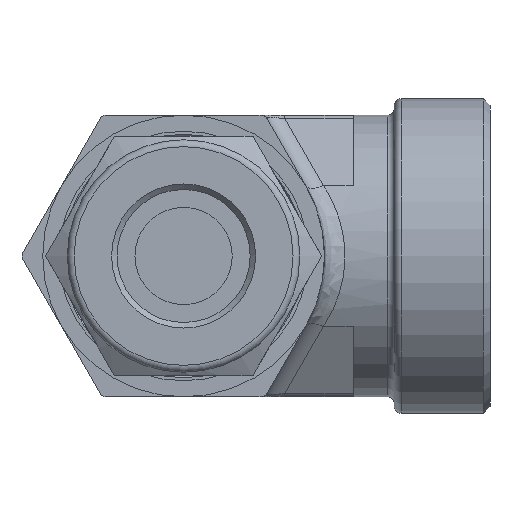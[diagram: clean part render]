
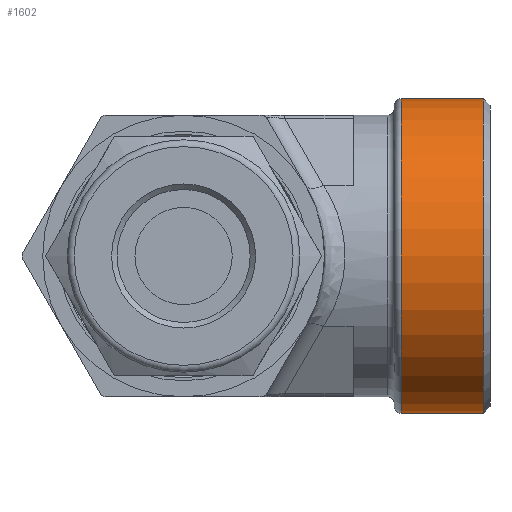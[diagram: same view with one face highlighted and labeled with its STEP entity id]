
A CAD part, left-side view. The second image highlights one B-rep face of the part: STEP entity #1602.
In plain terms, the highlighted cylindrical face has radius 11.5 mm (diameter 23 mm), a full revolution.
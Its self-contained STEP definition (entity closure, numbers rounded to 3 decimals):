
#63=CYLINDRICAL_SURFACE('',#1825,11.5);
#181=CIRCLE('',#1815,11.5);
#182=CIRCLE('',#1816,11.5);
#186=CIRCLE('',#1824,11.5);
#281=FACE_OUTER_BOUND('',#395,.T.);
#395=EDGE_LOOP('',(#1403,#1404,#1405,#1406,#1407));
#509=LINE('',#2914,#618);
#618=VECTOR('',#2325,11.5);
#772=VERTEX_POINT('',#2896);
#773=VERTEX_POINT('',#2898);
#776=VERTEX_POINT('',#2910);
#987=EDGE_CURVE('',#772,#773,#181,.T.);
#988=EDGE_CURVE('',#773,#772,#182,.T.);
#992=EDGE_CURVE('',#776,#776,#186,.T.);
#994=EDGE_CURVE('',#773,#776,#509,.T.);
#1403=ORIENTED_EDGE('',*,*,#987,.F.);
#1404=ORIENTED_EDGE('',*,*,#988,.F.);
#1405=ORIENTED_EDGE('',*,*,#994,.T.);
#1406=ORIENTED_EDGE('',*,*,#992,.T.);
#1407=ORIENTED_EDGE('',*,*,#994,.F.);
#1602=ADVANCED_FACE('',(#281),#63,.T.);
#1815=AXIS2_PLACEMENT_3D('',#2899,#2302,#2303);
#1816=AXIS2_PLACEMENT_3D('',#2900,#2304,#2305);
#1824=AXIS2_PLACEMENT_3D('',#2911,#2320,#2321);
#1825=AXIS2_PLACEMENT_3D('',#2913,#2323,#2324);
#2302=DIRECTION('center_axis',(0.,1.,0.));
#2303=DIRECTION('ref_axis',(1.,0.,0.));
#2304=DIRECTION('center_axis',(0.,1.,0.));
#2305=DIRECTION('ref_axis',(1.,0.,0.));
#2320=DIRECTION('center_axis',(0.,1.,0.));
#2321=DIRECTION('ref_axis',(1.,0.,0.));
#2323=DIRECTION('center_axis',(0.,1.,0.));
#2324=DIRECTION('ref_axis',(-1.,0.,0.));
#2325=DIRECTION('',(0.,-1.,0.));
#2896=CARTESIAN_POINT('',(0.,-15.9,-11.5));
#2898=CARTESIAN_POINT('',(11.5,-15.9,0.));
#2899=CARTESIAN_POINT('Origin',(0.,-15.9,
0.));
#2900=CARTESIAN_POINT('Origin',(0.,-15.9,
0.));
#2910=CARTESIAN_POINT('',(11.5,-21.9,0.));
#2911=CARTESIAN_POINT('Origin',(0.,-21.9,
0.));
#2913=CARTESIAN_POINT('Origin',(0.,-18.9,
0.));
#2914=CARTESIAN_POINT('',(11.5,-18.9,0.));
